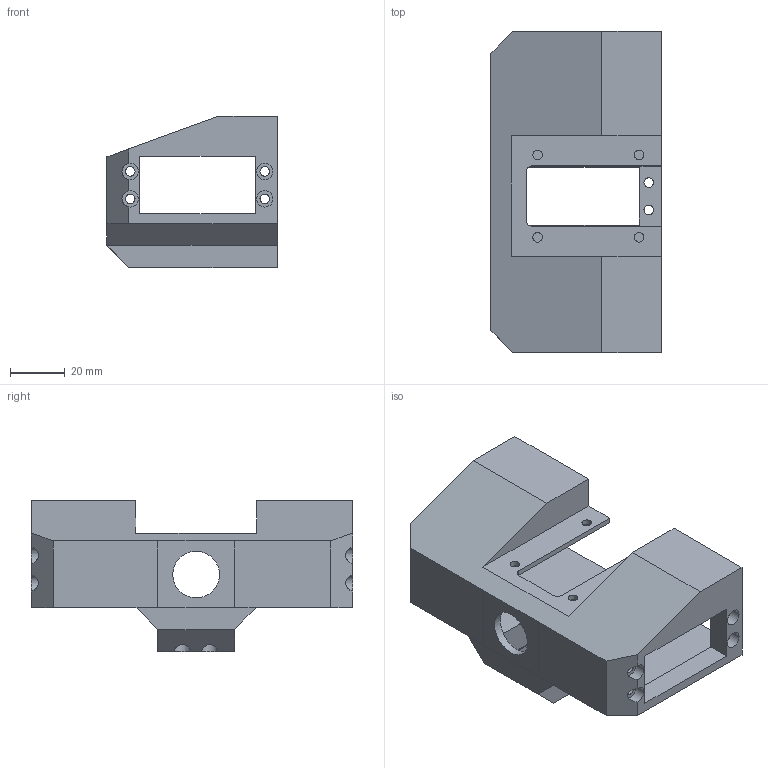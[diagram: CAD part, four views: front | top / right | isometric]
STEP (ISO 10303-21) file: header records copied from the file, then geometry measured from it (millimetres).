
FILE_DESCRIPTION(('FreeCAD Model'),'2;1');
FILE_NAME( 'body.step', '2015-05-06T02:21:37',('Author'),(''), 'Open CASCADE STEP processor 6.8','FreeCAD','Unknown');
FILE_SCHEMA(('AUTOMOTIVE_DESIGN_CC2 { 1 2 10303 214 -1 1 5 4 }'));
Length unit declared in the file: millimetre
Products named in the file (1): Cut088042
Bounding box: 62 x 117 x 55 mm (x, y, z)
Volume: 86368.5 mm3; surface area: 40819.1 mm2
Topology: 1 solids, 1 shells, 101 faces, 273 edges, 180 vertices
Faces by surface type: plane 70, cylinder 31
Full cylindrical faces by diameter (mm): 3.5 x16, 6 x12, 17 x1
Entity records: 7532 total; most frequent: CARTESIAN_POINT 1487, DIRECTION 925, ORIENTED_EDGE 546, PCURVE 546, DEFINITIONAL_REPRESENTATION 546, LINE 531, VECTOR 531, EDGE_CURVE 273
